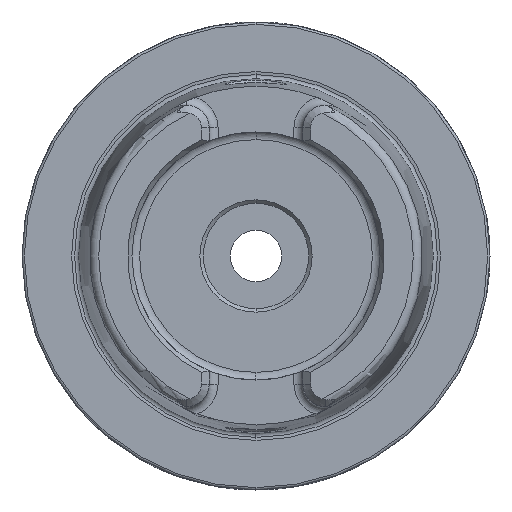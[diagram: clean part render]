
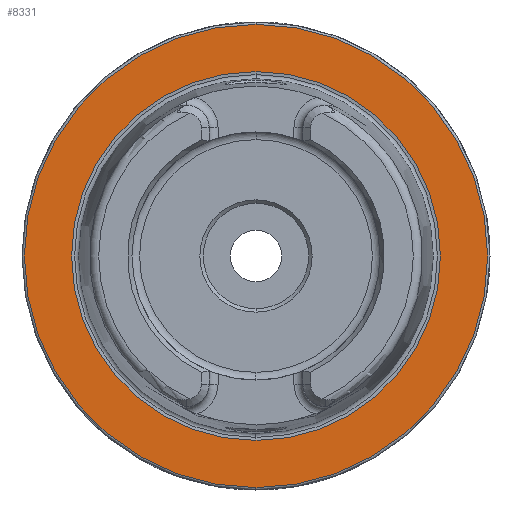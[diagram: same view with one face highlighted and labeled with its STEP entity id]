
A CAD part, left-side view. The second image highlights one B-rep face of the part: STEP entity #8331.
In plain terms, the highlighted planar face has unit normal (-1, 0, 0).
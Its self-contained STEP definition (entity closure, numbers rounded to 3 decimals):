
#163 = VERTEX_POINT ( 'NONE', #4794 ) ;
#439 = DIRECTION ( 'NONE',  ( -1., 0., 0. ) ) ;
#515 = CARTESIAN_POINT ( 'NONE',  ( 0., 0., -39.405 ) ) ;
#694 = CIRCLE ( 'NONE', #3190, 39.405 ) ;
#697 = AXIS2_PLACEMENT_3D ( 'NONE', #9048, #4136, #9853 ) ;
#793 = VERTEX_POINT ( 'NONE', #5451 ) ;
#810 = FACE_BOUND ( 'NONE', #6278, .T. ) ;
#1022 = AXIS2_PLACEMENT_3D ( 'NONE', #5281, #439, #6125 ) ;
#1064 = EDGE_CURVE ( 'NONE', #793, #163, #7013, .T. ) ;
#1438 = ORIENTED_EDGE ( 'NONE', *, *, #6710, .F. ) ;
#2140 = DIRECTION ( 'NONE',  ( -1., 0., 0. ) ) ;
#2257 = DIRECTION ( 'NONE',  ( -1., 0., 0. ) ) ;
#3077 = AXIS2_PLACEMENT_3D ( 'NONE', #7010, #2140, #7836 ) ;
#3190 = AXIS2_PLACEMENT_3D ( 'NONE', #7127, #2257, #7954 ) ;
#3458 = ORIENTED_EDGE ( 'NONE', *, *, #8731, .F. ) ;
#4136 = DIRECTION ( 'NONE',  ( 1., 0., 0. ) ) ;
#4794 = CARTESIAN_POINT ( 'NONE',  ( 0., 0., -49.5 ) ) ;
#5020 = ORIENTED_EDGE ( 'NONE', *, *, #9860, .T. ) ;
#5281 = CARTESIAN_POINT ( 'NONE',  ( 0., 0., 0. ) ) ;
#5428 = VERTEX_POINT ( 'NONE', #515 ) ;
#5451 = CARTESIAN_POINT ( 'NONE',  ( 0., 0., 49.5 ) ) ;
#5760 = CIRCLE ( 'NONE', #1022, 39.405 ) ;
#6125 = DIRECTION ( 'NONE',  ( 0., 0., 1. ) ) ;
#6278 = EDGE_LOOP ( 'NONE', ( #3458, #1438 ) ) ;
#6316 = AXIS2_PLACEMENT_3D ( 'NONE', #6968, #7935, #9382 ) ;
#6365 = VERTEX_POINT ( 'NONE', #9482 ) ;
#6632 = ORIENTED_EDGE ( 'NONE', *, *, #1064, .T. ) ;
#6710 = EDGE_CURVE ( 'NONE', #5428, #6365, #5760, .T. ) ;
#6968 = CARTESIAN_POINT ( 'NONE',  ( 0., 0., 0. ) ) ;
#7010 = CARTESIAN_POINT ( 'NONE',  ( 0., 0., 0. ) ) ;
#7013 = CIRCLE ( 'NONE', #6316, 49.5 ) ;
#7127 = CARTESIAN_POINT ( 'NONE',  ( 0., 0., 0. ) ) ;
#7404 = PLANE ( 'NONE',  #697 ) ;
#7562 = FACE_OUTER_BOUND ( 'NONE', #10542, .T. ) ;
#7836 = DIRECTION ( 'NONE',  ( 0., 0., 1. ) ) ;
#7935 = DIRECTION ( 'NONE',  ( -1., 0., 0. ) ) ;
#7954 = DIRECTION ( 'NONE',  ( 0., 0., 1. ) ) ;
#8331 = ADVANCED_FACE ( 'NONE', ( #810, #7562 ), #7404, .F. ) ;
#8635 = CIRCLE ( 'NONE', #3077, 49.5 ) ;
#8731 = EDGE_CURVE ( 'NONE', #6365, #5428, #694, .T. ) ;
#9048 = CARTESIAN_POINT ( 'NONE',  ( 0., 49.5, 0. ) ) ;
#9382 = DIRECTION ( 'NONE',  ( 0., 0., 1. ) ) ;
#9482 = CARTESIAN_POINT ( 'NONE',  ( 0., 0., 39.405 ) ) ;
#9853 = DIRECTION ( 'NONE',  ( 0., 0., -1. ) ) ;
#9860 = EDGE_CURVE ( 'NONE', #163, #793, #8635, .T. ) ;
#10542 = EDGE_LOOP ( 'NONE', ( #6632, #5020 ) ) ;
